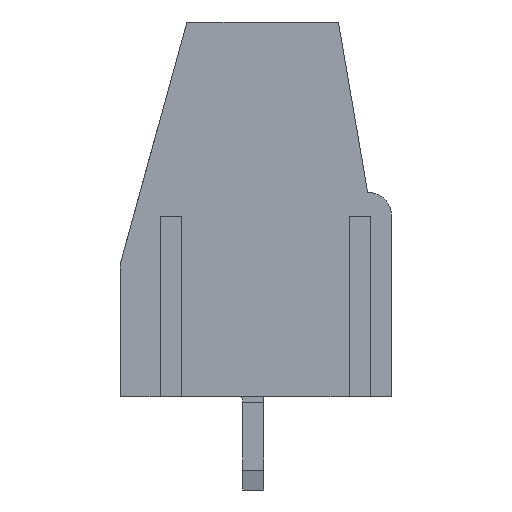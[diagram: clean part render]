
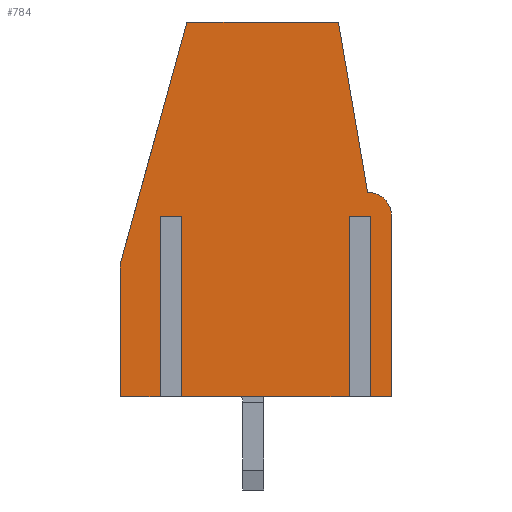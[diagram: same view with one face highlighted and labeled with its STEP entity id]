
A CAD part, left-side view. The second image highlights one B-rep face of the part: STEP entity #784.
In plain terms, the highlighted planar face has unit normal (-1, 0, 0).
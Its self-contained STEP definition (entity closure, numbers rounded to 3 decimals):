
#784=ADVANCED_FACE('',(#3794),#3796,.T.);
#3794=FACE_BOUND('',#3795,.T.);
#3795=EDGE_LOOP('',(#6359,#6360,#6361,#6362,#6363,#6364,#6365,#6366,#6367,#6368,
#6369,#6370,#6371,#6372,#6373));
#3796=PLANE('',#3797);
#3797=AXIS2_PLACEMENT_3D('',#3798,#3799,#3800);
#3798=CARTESIAN_POINT('',(-2.5,0.,0.));
#3799=DIRECTION('',(-1.,0.,0.));
#3800=DIRECTION('',(0.,0.,-1.));
#6359=ORIENTED_EDGE('',*,*,#8065,.F.);
#6360=ORIENTED_EDGE('',*,*,#8066,.F.);
#6361=ORIENTED_EDGE('',*,*,#8067,.F.);
#6362=ORIENTED_EDGE('',*,*,#7858,.T.);
#6363=ORIENTED_EDGE('',*,*,#8068,.F.);
#6364=ORIENTED_EDGE('',*,*,#8069,.F.);
#6365=ORIENTED_EDGE('',*,*,#8070,.F.);
#6366=ORIENTED_EDGE('',*,*,#7854,.T.);
#6367=ORIENTED_EDGE('',*,*,#8040,.T.);
#6368=ORIENTED_EDGE('',*,*,#8038,.T.);
#6369=ORIENTED_EDGE('',*,*,#8036,.T.);
#6370=ORIENTED_EDGE('',*,*,#8028,.T.);
#6371=ORIENTED_EDGE('',*,*,#8014,.T.);
#6372=ORIENTED_EDGE('',*,*,#8004,.T.);
#6373=ORIENTED_EDGE('',*,*,#7862,.T.);
#7854=EDGE_CURVE('',#8770,#8768,#8771,.T.);
#7858=EDGE_CURVE('',#8778,#8776,#8779,.T.);
#7862=EDGE_CURVE('',#8786,#8784,#8787,.T.);
#8004=EDGE_CURVE('',#9063,#8786,#9064,.T.);
#8014=EDGE_CURVE('',#9080,#9063,#9081,.T.);
#8028=EDGE_CURVE('',#9103,#9080,#9104,.T.);
#8036=EDGE_CURVE('',#9118,#9103,#9119,.T.);
#8038=EDGE_CURVE('',#9121,#9118,#9122,.T.);
#8040=EDGE_CURVE('',#8768,#9121,#9124,.T.);
#8065=EDGE_CURVE('',#9173,#8784,#9174,.T.);
#8066=EDGE_CURVE('',#9175,#9173,#9176,.F.);
#8067=EDGE_CURVE('',#8778,#9175,#9177,.T.);
#8068=EDGE_CURVE('',#9178,#8776,#9179,.T.);
#8069=EDGE_CURVE('',#9180,#9178,#9181,.F.);
#8070=EDGE_CURVE('',#8770,#9180,#9182,.T.);
#8768=VERTEX_POINT('',#10253);
#8770=VERTEX_POINT('',#10257);
#8771=LINE('',#10258,#10259);
#8776=VERTEX_POINT('',#10269);
#8778=VERTEX_POINT('',#10273);
#8779=LINE('',#10274,#10275);
#8784=VERTEX_POINT('',#10285);
#8786=VERTEX_POINT('',#10289);
#8787=LINE('',#10290,#10291);
#9063=VERTEX_POINT('',#10850);
#9064=LINE('',#10851,#10852);
#9080=VERTEX_POINT('',#10887);
#9081=LINE('',#10888,#10889);
#9103=VERTEX_POINT('',#10938);
#9104=LINE('',#10939,#10940);
#9118=VERTEX_POINT('',#10975);
#9119=LINE('',#10976,#10977);
#9121=VERTEX_POINT('',#10982);
#9122=CIRCLE('',#10983,0.9);
#9124=LINE('',#10990,#10991);
#9173=VERTEX_POINT('',#11089);
#9174=LINE('',#11090,#11091);
#9175=VERTEX_POINT('',#11093);
#9176=LINE('',#11094,#11095);
#9177=LINE('',#11097,#11098);
#9178=VERTEX_POINT('',#11100);
#9179=LINE('',#11101,#11102);
#9180=VERTEX_POINT('',#11104);
#9181=LINE('',#11105,#11106);
#9182=LINE('',#11108,#11109);
#10253=CARTESIAN_POINT('',(-2.5,-5.2,0.));
#10257=CARTESIAN_POINT('',(-2.5,-4.325,0.));
#10258=CARTESIAN_POINT('',(-2.5,-4.325,0.));
#10259=VECTOR('',#10260,1.);
#10260=DIRECTION('',(0.,-1.,0.));
#10269=CARTESIAN_POINT('',(-2.5,-3.675,0.));
#10273=CARTESIAN_POINT('',(-2.5,2.775,0.));
#10274=CARTESIAN_POINT('',(-2.5,2.775,0.));
#10275=VECTOR('',#10276,1.);
#10276=DIRECTION('',(0.,-1.,0.));
#10285=CARTESIAN_POINT('',(-2.5,3.425,0.));
#10289=CARTESIAN_POINT('',(-2.5,5.,0.));
#10290=CARTESIAN_POINT('',(-2.5,5.,0.));
#10291=VECTOR('',#10292,1.);
#10292=DIRECTION('',(0.,-1.,0.));
#10850=CARTESIAN_POINT('',(-2.5,5.,5.));
#10851=CARTESIAN_POINT('',(-2.5,5.,5.));
#10852=VECTOR('',#10853,1.);
#10853=DIRECTION('',(0.,0.,-1.));
#10887=CARTESIAN_POINT('',(-2.5,2.5,14.1));
#10888=CARTESIAN_POINT('',(-2.5,2.5,14.1));
#10889=VECTOR('',#10890,1.);
#10890=DIRECTION('',(0.,0.265,-0.964));
#10938=CARTESIAN_POINT('',(-2.5,-3.2,14.1));
#10939=CARTESIAN_POINT('',(-2.5,-3.2,14.1));
#10940=VECTOR('',#10941,1.);
#10941=DIRECTION('',(0.,1.,0.));
#10975=CARTESIAN_POINT('',(-2.5,-4.3,7.7));
#10976=CARTESIAN_POINT('',(-2.5,-4.3,7.7));
#10977=VECTOR('',#10978,1.);
#10978=DIRECTION('',(0.,0.169,0.986));
#10982=CARTESIAN_POINT('',(-2.5,-5.2,6.8));
#10983=AXIS2_PLACEMENT_3D('',#10984,#10985,#10986);
#10984=CARTESIAN_POINT('',(-2.5,-4.3,6.8));
#10985=DIRECTION('',(-1.,-0.,-0.));
#10986=DIRECTION('',(0.,-1.,0.));
#10990=CARTESIAN_POINT('',(-2.5,-5.2,0.));
#10991=VECTOR('',#10992,1.);
#10992=DIRECTION('',(0.,0.,1.));
#11089=CARTESIAN_POINT('',(-2.5,3.425,6.8));
#11090=CARTESIAN_POINT('',(-2.5,3.425,6.8));
#11091=VECTOR('',#11092,1.);
#11092=DIRECTION('',(0.,0.,-1.));
#11093=CARTESIAN_POINT('',(-2.5,2.775,6.8));
#11094=CARTESIAN_POINT('',(-2.5,3.425,6.8));
#11095=VECTOR('',#11096,1.);
#11096=DIRECTION('',(0.,-1.,0.));
#11097=CARTESIAN_POINT('',(-2.5,2.775,0.));
#11098=VECTOR('',#11099,1.);
#11099=DIRECTION('',(0.,0.,1.));
#11100=CARTESIAN_POINT('',(-2.5,-3.675,6.8));
#11101=CARTESIAN_POINT('',(-2.5,-3.675,6.8));
#11102=VECTOR('',#11103,1.);
#11103=DIRECTION('',(0.,0.,-1.));
#11104=CARTESIAN_POINT('',(-2.5,-4.325,6.8));
#11105=CARTESIAN_POINT('',(-2.5,-3.675,6.8));
#11106=VECTOR('',#11107,1.);
#11107=DIRECTION('',(0.,-1.,0.));
#11108=CARTESIAN_POINT('',(-2.5,-4.325,0.));
#11109=VECTOR('',#11110,1.);
#11110=DIRECTION('',(0.,0.,1.));
